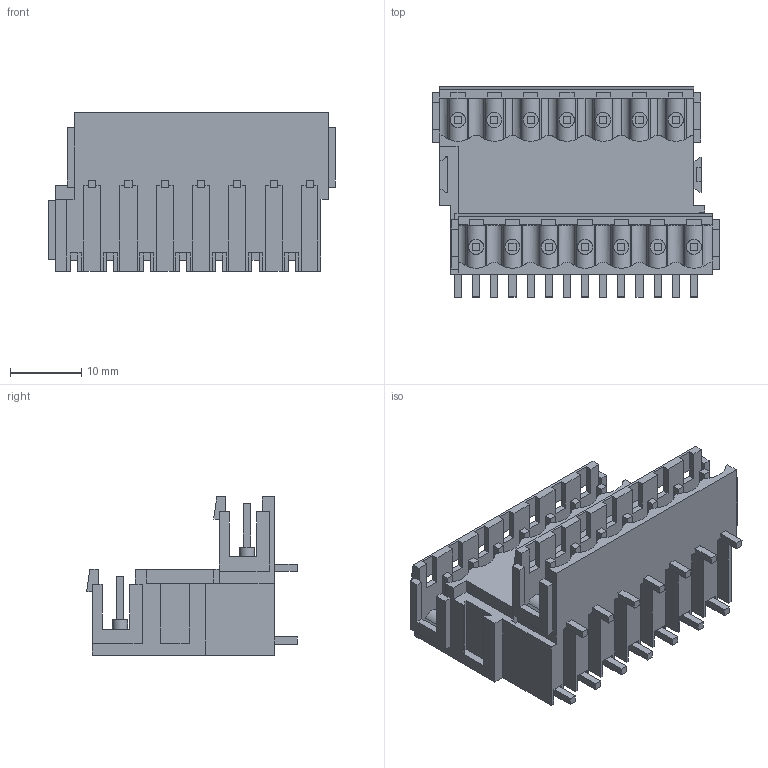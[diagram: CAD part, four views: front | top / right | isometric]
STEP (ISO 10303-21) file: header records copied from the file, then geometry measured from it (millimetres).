
FILE_DESCRIPTION(('CATIA V5 STEP Exchange','CAx-IF Rec.Pracs.--- Model Styling and Organization---1.2---2011-12-15'),'2;1');
FILE_NAME ('D1454980_0_1726330000_1726330000.stp','2017-09-26T13:22:15+00:00',('none'),('Weidmueller'),'CATIA Version 5-6 Release 2014','CATIA V5 STEP AP214','none');
FILE_SCHEMA(('AUTOMOTIVE_DESIGN { 1 0 10303 214 1 1 1 1 }'));
Length unit declared in the file: millimetre
Products named in the file (1): 1726330000
Bounding box: 40.06 x 29.41 x 22.16 mm (x, y, z)
Volume: 8402.5 mm3; surface area: 10153 mm2
Topology: 15 solids, 15 shells, 582 faces, 1922 edges, 1330 vertices
Faces by surface type: plane 493, cylinder 89
Entity records: 20835 total; most frequent: CARTESIAN_POINT 4967, ORIENTED_EDGE 3844, DIRECTION 2483, EDGE_CURVE 1922, VECTOR 1666, LINE 1666, VERTEX_POINT 1330, EDGE_LOOP 612
